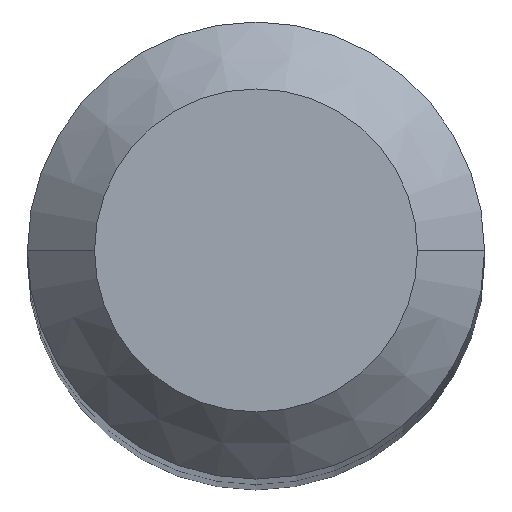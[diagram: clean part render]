
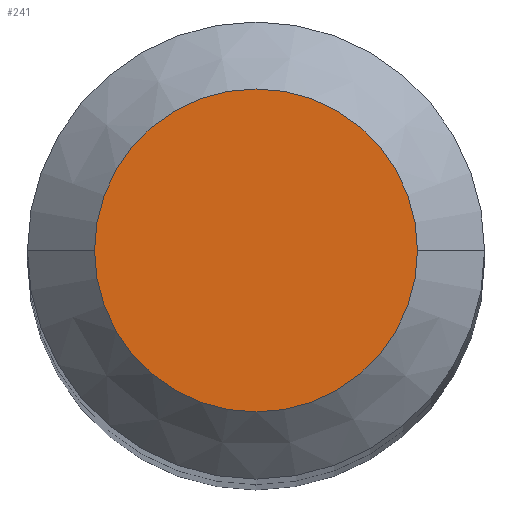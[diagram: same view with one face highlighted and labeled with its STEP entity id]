
A CAD part, top view. The second image highlights one B-rep face of the part: STEP entity #241.
In plain terms, the highlighted planar face has unit normal (0, 0, 1).
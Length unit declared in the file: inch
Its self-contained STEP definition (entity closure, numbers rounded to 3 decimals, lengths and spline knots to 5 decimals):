
#13 = AXIS2_PLACEMENT_3D ( 'NONE', #278, #285, #47 ) ;
#20 = EDGE_LOOP ( 'NONE', ( #73, #192 ) ) ;
#47 = DIRECTION ( 'NONE',  ( 1., 0., 0. ) ) ;
#73 = ORIENTED_EDGE ( 'NONE', *, *, #293, .T. ) ;
#108 = CARTESIAN_POINT ( 'NONE',  ( 0., 0., 0. ) ) ;
#139 = CIRCLE ( 'NONE', #13, 0.07525 ) ;
#158 = CIRCLE ( 'NONE', #342, 0.07525 ) ;
#192 = ORIENTED_EDGE ( 'NONE', *, *, #209, .T. ) ;
#195 = DIRECTION ( 'NONE',  ( -1., 0., 0. ) ) ;
#204 = VERTEX_POINT ( 'NONE', #227 ) ;
#209 = EDGE_CURVE ( 'NONE', #222, #204, #139, .T. ) ;
#211 = AXIS2_PLACEMENT_3D ( 'NONE', #108, #221, #195 ) ;
#221 = DIRECTION ( 'NONE',  ( 0., 0., -1. ) ) ;
#222 = VERTEX_POINT ( 'NONE', #310 ) ;
#227 = CARTESIAN_POINT ( 'NONE',  ( -0.07525, 0., 0. ) ) ;
#236 = DIRECTION ( 'NONE',  ( 1., 0., 0. ) ) ;
#241 = ADVANCED_FACE ( 'NONE', ( #379 ), #380, .F. ) ;
#278 = CARTESIAN_POINT ( 'NONE',  ( 0., 0., 0. ) ) ;
#285 = DIRECTION ( 'NONE',  ( 0., 0., 1. ) ) ;
#290 = DIRECTION ( 'NONE',  ( 0., 0., 1. ) ) ;
#293 = EDGE_CURVE ( 'NONE', #204, #222, #158, .T. ) ;
#310 = CARTESIAN_POINT ( 'NONE',  ( 0.07525, 0., 0. ) ) ;
#321 = CARTESIAN_POINT ( 'NONE',  ( 0., 0., 0. ) ) ;
#342 = AXIS2_PLACEMENT_3D ( 'NONE', #321, #290, #236 ) ;
#379 = FACE_OUTER_BOUND ( 'NONE', #20, .T. ) ;
#380 = PLANE ( 'NONE',  #211 ) ;
